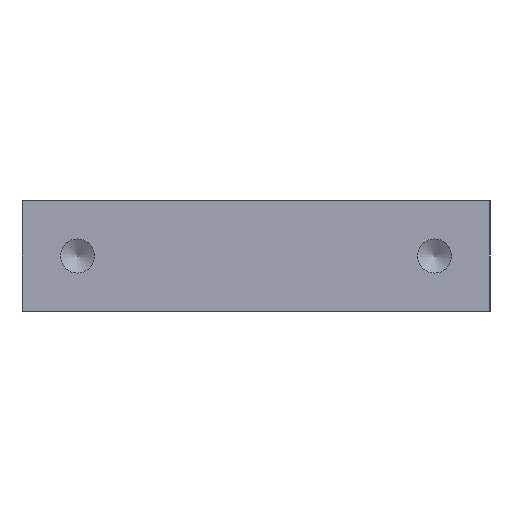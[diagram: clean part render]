
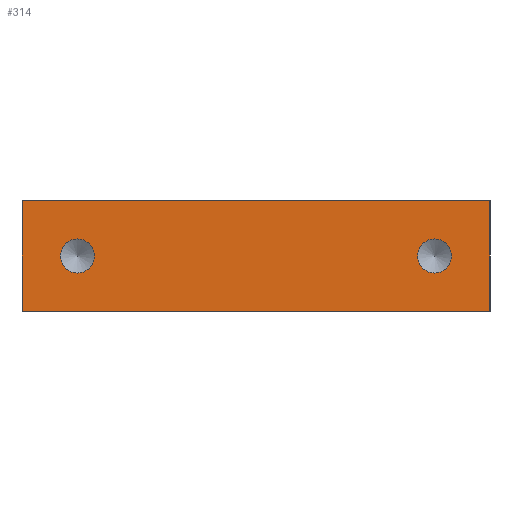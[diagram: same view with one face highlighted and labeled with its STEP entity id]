
A CAD part, left-side view. The second image highlights one B-rep face of the part: STEP entity #314.
In plain terms, the highlighted planar face has unit normal (-1, 0, 0).
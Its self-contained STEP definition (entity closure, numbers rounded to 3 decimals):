
#21=FACE_BOUND('',#89,.T.);
#22=FACE_BOUND('',#90,.T.);
#32=CIRCLE('',#339,2.459);
#34=CIRCLE('',#343,2.459);
#62=FACE_OUTER_BOUND('',#88,.T.);
#88=EDGE_LOOP('',(#267,#268,#269,#270));
#89=EDGE_LOOP('',(#271));
#90=EDGE_LOOP('',(#272));
#106=LINE('',#487,#132);
#111=LINE('',#496,#137);
#116=LINE('',#531,#142);
#117=LINE('',#532,#143);
#132=VECTOR('',#392,10.);
#137=VECTOR('',#399,10.);
#142=VECTOR('',#442,10.);
#143=VECTOR('',#443,10.);
#157=VERTEX_POINT('',#484);
#158=VERTEX_POINT('',#486);
#161=VERTEX_POINT('',#494);
#163=VERTEX_POINT('',#501);
#165=VERTEX_POINT('',#507);
#172=VERTEX_POINT('',#530);
#190=EDGE_CURVE('',#158,#157,#106,.T.);
#195=EDGE_CURVE('',#157,#161,#111,.T.);
#197=EDGE_CURVE('',#163,#163,#32,.T.);
#199=EDGE_CURVE('',#165,#165,#34,.T.);
#208=EDGE_CURVE('',#172,#161,#116,.T.);
#209=EDGE_CURVE('',#158,#172,#117,.T.);
#267=ORIENTED_EDGE('',*,*,#190,.T.);
#268=ORIENTED_EDGE('',*,*,#195,.T.);
#269=ORIENTED_EDGE('',*,*,#208,.F.);
#270=ORIENTED_EDGE('',*,*,#209,.F.);
#271=ORIENTED_EDGE('',*,*,#197,.T.);
#272=ORIENTED_EDGE('',*,*,#199,.T.);
#294=PLANE('',#354);
#314=ADVANCED_FACE('',(#62,#21,#22),#294,.T.);
#339=AXIS2_PLACEMENT_3D('',#502,#406,#407);
#343=AXIS2_PLACEMENT_3D('',#508,#414,#415);
#354=AXIS2_PLACEMENT_3D('',#529,#440,#441);
#392=DIRECTION('',(0.,-1.,0.));
#399=DIRECTION('',(0.,0.,1.));
#406=DIRECTION('center_axis',(1.,0.,0.));
#407=DIRECTION('ref_axis',(0.,0.,-1.));
#414=DIRECTION('center_axis',(1.,0.,0.));
#415=DIRECTION('ref_axis',(0.,0.,-1.));
#440=DIRECTION('center_axis',(-1.,0.,0.));
#441=DIRECTION('ref_axis',(0.,-1.,0.));
#442=DIRECTION('',(0.,-1.,0.));
#443=DIRECTION('',(0.,0.,1.));
#484=CARTESIAN_POINT('',(-140.,-33.75,0.));
#486=CARTESIAN_POINT('',(-140.,33.75,0.));
#487=CARTESIAN_POINT('',(-140.,33.75,0.));
#494=CARTESIAN_POINT('',(-140.,-33.75,16.));
#496=CARTESIAN_POINT('',(-140.,-33.75,0.));
#501=CARTESIAN_POINT('',(-140.,25.75,5.542));
#502=CARTESIAN_POINT('Origin',(-140.,25.75,8.));
#507=CARTESIAN_POINT('',(-140.,-25.75,5.542));
#508=CARTESIAN_POINT('Origin',(-140.,-25.75,8.));
#529=CARTESIAN_POINT('Origin',(-140.,33.75,0.));
#530=CARTESIAN_POINT('',(-140.,33.75,16.));
#531=CARTESIAN_POINT('',(-140.,33.75,16.));
#532=CARTESIAN_POINT('',(-140.,33.75,0.));
